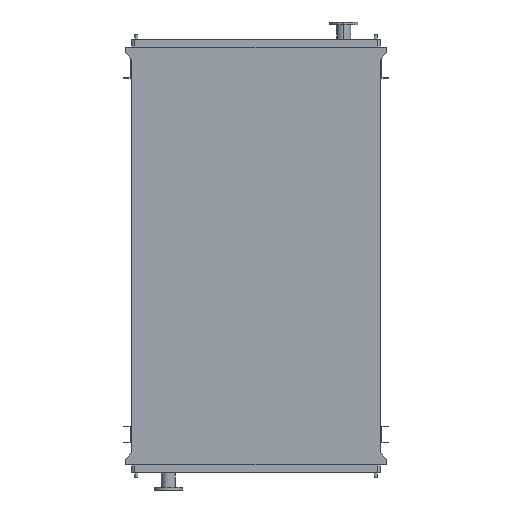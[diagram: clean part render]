
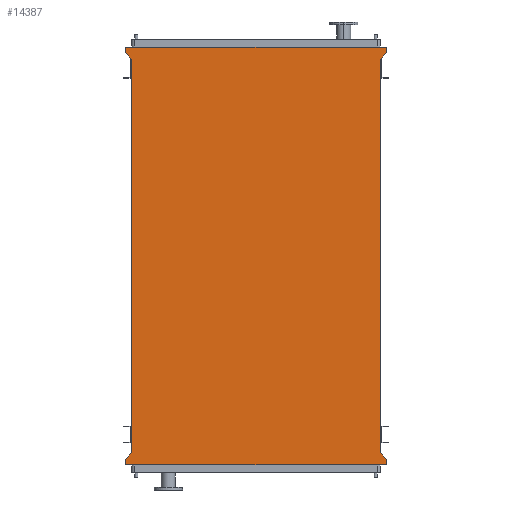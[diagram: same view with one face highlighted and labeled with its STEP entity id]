
A CAD part, front view. The second image highlights one B-rep face of the part: STEP entity #14387.
In plain terms, the highlighted planar face has unit normal (0, -1, 0).
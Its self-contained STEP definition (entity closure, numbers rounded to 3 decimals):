
#213 = DIRECTION ( 'NONE',  ( -1., 0., 0. ) ) ;
#607 = VERTEX_POINT ( 'NONE', #17135 ) ;
#649 = CARTESIAN_POINT ( 'NONE',  ( -1011., 0., 95. ) ) ;
#752 = CARTESIAN_POINT ( 'NONE',  ( -1011., 0., 53. ) ) ;
#1007 = EDGE_CURVE ( 'NONE', #5348, #9009, #12452, .T. ) ;
#1230 = VERTEX_POINT ( 'NONE', #10021 ) ;
#1259 = LINE ( 'NONE', #17213, #9497 ) ;
#1379 = ORIENTED_EDGE ( 'NONE', *, *, #3657, .T. ) ;
#1453 = PLANE ( 'NONE',  #4166 ) ;
#1507 = CARTESIAN_POINT ( 'NONE',  ( 1011., 0., 53. ) ) ;
#1708 = ORIENTED_EDGE ( 'NONE', *, *, #11198, .F. ) ;
#1878 = VERTEX_POINT ( 'NONE', #6396 ) ;
#2673 = CARTESIAN_POINT ( 'NONE',  ( -965., 0., -3050. ) ) ;
#2739 = VERTEX_POINT ( 'NONE', #5794 ) ;
#2779 = CARTESIAN_POINT ( 'NONE',  ( -1011., 0., -3145. ) ) ;
#3353 = VECTOR ( 'NONE', #17269, 1000. ) ;
#3554 = LINE ( 'NONE', #752, #4835 ) ;
#3657 = EDGE_CURVE ( 'NONE', #14914, #13126, #5182, .T. ) ;
#4044 = CARTESIAN_POINT ( 'NONE',  ( 965., 0., -3050. ) ) ;
#4166 = AXIS2_PLACEMENT_3D ( 'NONE', #2673, #9422, #5211 ) ;
#4216 = DIRECTION ( 'NONE',  ( 0., 0., 1. ) ) ;
#4668 = LINE ( 'NONE', #649, #7743 ) ;
#4671 = CARTESIAN_POINT ( 'NONE',  ( -965., 0., -3050. ) ) ;
#4784 = ORIENTED_EDGE ( 'NONE', *, *, #7850, .F. ) ;
#4835 = VECTOR ( 'NONE', #12509, 1000. ) ;
#5046 = ORIENTED_EDGE ( 'NONE', *, *, #10551, .F. ) ;
#5182 = LINE ( 'NONE', #4044, #6128 ) ;
#5211 = DIRECTION ( 'NONE',  ( 0., 0., -1. ) ) ;
#5345 = LINE ( 'NONE', #6568, #3353 ) ;
#5348 = VERTEX_POINT ( 'NONE', #7718 ) ;
#5364 = VECTOR ( 'NONE', #9671, 1000. ) ;
#5531 = DIRECTION ( 'NONE',  ( 0.655, 0., 0.755 ) ) ;
#5579 = DIRECTION ( 'NONE',  ( 0., 0., 1. ) ) ;
#5794 = CARTESIAN_POINT ( 'NONE',  ( -965., 0., 0. ) ) ;
#6021 = ORIENTED_EDGE ( 'NONE', *, *, #6422, .F. ) ;
#6042 = ORIENTED_EDGE ( 'NONE', *, *, #8197, .F. ) ;
#6128 = VECTOR ( 'NONE', #10710, 1000. ) ;
#6396 = CARTESIAN_POINT ( 'NONE',  ( 1011., 0., -3145. ) ) ;
#6422 = EDGE_CURVE ( 'NONE', #607, #1878, #7034, .T. ) ;
#6568 = CARTESIAN_POINT ( 'NONE',  ( -965., 0., 0. ) ) ;
#7034 = LINE ( 'NONE', #12541, #5364 ) ;
#7104 = VERTEX_POINT ( 'NONE', #2779 ) ;
#7718 = CARTESIAN_POINT ( 'NONE',  ( 1011., 0., 95. ) ) ;
#7743 = VECTOR ( 'NONE', #10019, 1000. ) ;
#7850 = EDGE_CURVE ( 'NONE', #12966, #15578, #3554, .T. ) ;
#7863 = VECTOR ( 'NONE', #5579, 1000. ) ;
#7957 = CARTESIAN_POINT ( 'NONE',  ( -1011., 0., -3103. ) ) ;
#8076 = ORIENTED_EDGE ( 'NONE', *, *, #14826, .F. ) ;
#8197 = EDGE_CURVE ( 'NONE', #14914, #607, #8545, .T. ) ;
#8411 = ORIENTED_EDGE ( 'NONE', *, *, #15225, .F. ) ;
#8545 = LINE ( 'NONE', #8723, #13756 ) ;
#8723 = CARTESIAN_POINT ( 'NONE',  ( 1011., 0., -3103. ) ) ;
#8781 = ORIENTED_EDGE ( 'NONE', *, *, #12410, .F. ) ;
#8926 = CARTESIAN_POINT ( 'NONE',  ( -1011., 0., 95. ) ) ;
#8939 = EDGE_CURVE ( 'NONE', #15835, #2739, #16229, .T. ) ;
#9009 = VERTEX_POINT ( 'NONE', #1507 ) ;
#9403 = CARTESIAN_POINT ( 'NONE',  ( 965., 0., -3050. ) ) ;
#9422 = DIRECTION ( 'NONE',  ( 0., -1., 0. ) ) ;
#9497 = VECTOR ( 'NONE', #5531, 1000. ) ;
#9535 = LINE ( 'NONE', #7957, #7863 ) ;
#9671 = DIRECTION ( 'NONE',  ( 0., 0., -1. ) ) ;
#9845 = ORIENTED_EDGE ( 'NONE', *, *, #17053, .F. ) ;
#10019 = DIRECTION ( 'NONE',  ( 1., 0., 0. ) ) ;
#10021 = CARTESIAN_POINT ( 'NONE',  ( -1011., 0., -3103. ) ) ;
#10320 = ORIENTED_EDGE ( 'NONE', *, *, #1007, .F. ) ;
#10456 = VECTOR ( 'NONE', #16767, 1000. ) ;
#10551 = EDGE_CURVE ( 'NONE', #9009, #13126, #15458, .T. ) ;
#10710 = DIRECTION ( 'NONE',  ( 0., 0., 1. ) ) ;
#10987 = DIRECTION ( 'NONE',  ( 0., 0., -1. ) ) ;
#11148 = CARTESIAN_POINT ( 'NONE',  ( 1011., 0., 95. ) ) ;
#11198 = EDGE_CURVE ( 'NONE', #1878, #7104, #15025, .T. ) ;
#12191 = VECTOR ( 'NONE', #213, 1000. ) ;
#12198 = CARTESIAN_POINT ( 'NONE',  ( -1011., 0., -3145. ) ) ;
#12339 = ORIENTED_EDGE ( 'NONE', *, *, #8939, .F. ) ;
#12410 = EDGE_CURVE ( 'NONE', #15578, #5348, #4668, .T. ) ;
#12452 = LINE ( 'NONE', #11148, #15600 ) ;
#12509 = DIRECTION ( 'NONE',  ( 0., 0., 1. ) ) ;
#12541 = CARTESIAN_POINT ( 'NONE',  ( 1011., 0., -3145. ) ) ;
#12587 = CARTESIAN_POINT ( 'NONE',  ( 965., 0., 0. ) ) ;
#12632 = CARTESIAN_POINT ( 'NONE',  ( 1011., 0., 53. ) ) ;
#12966 = VERTEX_POINT ( 'NONE', #16820 ) ;
#13126 = VERTEX_POINT ( 'NONE', #12587 ) ;
#13756 = VECTOR ( 'NONE', #16873, 1000. ) ;
#14387 = ADVANCED_FACE ( 'NONE', ( #16091 ), #1453, .T. ) ;
#14826 = EDGE_CURVE ( 'NONE', #1230, #15835, #1259, .T. ) ;
#14914 = VERTEX_POINT ( 'NONE', #9403 ) ;
#15005 = EDGE_LOOP ( 'NONE', ( #1379, #5046, #10320, #8781, #4784, #8411, #12339, #8076, #9845, #1708, #6021, #6042 ) ) ;
#15025 = LINE ( 'NONE', #12198, #12191 ) ;
#15225 = EDGE_CURVE ( 'NONE', #2739, #12966, #5345, .T. ) ;
#15458 = LINE ( 'NONE', #12632, #10456 ) ;
#15578 = VERTEX_POINT ( 'NONE', #8926 ) ;
#15600 = VECTOR ( 'NONE', #10987, 1000. ) ;
#15835 = VERTEX_POINT ( 'NONE', #4671 ) ;
#16062 = CARTESIAN_POINT ( 'NONE',  ( -965., 0., -3050. ) ) ;
#16091 = FACE_OUTER_BOUND ( 'NONE', #15005, .T. ) ;
#16229 = LINE ( 'NONE', #16062, #17143 ) ;
#16767 = DIRECTION ( 'NONE',  ( -0.655, 0., -0.755 ) ) ;
#16820 = CARTESIAN_POINT ( 'NONE',  ( -1011., 0., 53. ) ) ;
#16873 = DIRECTION ( 'NONE',  ( 0.655, 0., -0.755 ) ) ;
#17053 = EDGE_CURVE ( 'NONE', #7104, #1230, #9535, .T. ) ;
#17135 = CARTESIAN_POINT ( 'NONE',  ( 1011., 0., -3103. ) ) ;
#17143 = VECTOR ( 'NONE', #4216, 1000. ) ;
#17213 = CARTESIAN_POINT ( 'NONE',  ( -965., 0., -3050. ) ) ;
#17269 = DIRECTION ( 'NONE',  ( -0.655, 0., 0.755 ) ) ;
